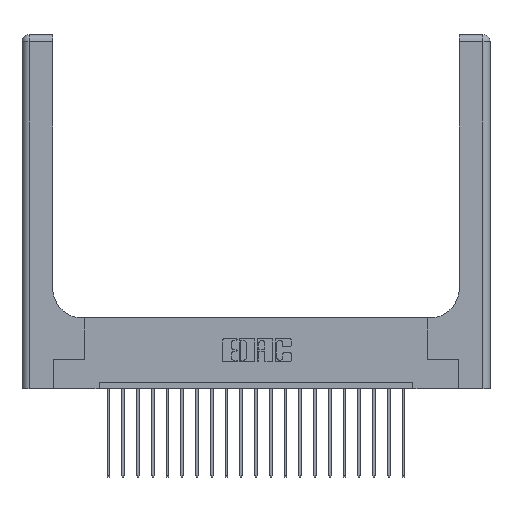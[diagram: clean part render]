
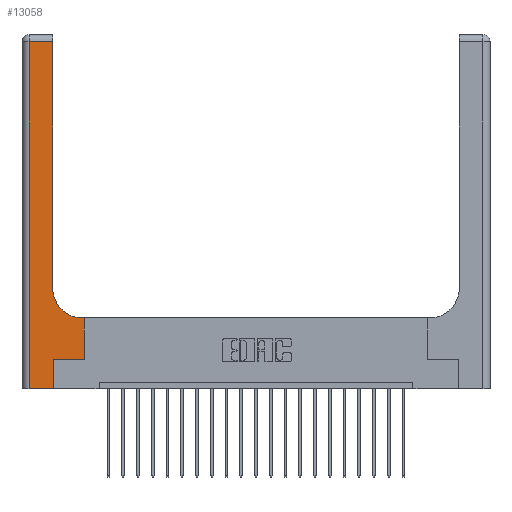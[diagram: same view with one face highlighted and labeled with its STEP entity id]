
A CAD part, top view. The second image highlights one B-rep face of the part: STEP entity #13058.
In plain terms, the highlighted planar face has unit normal (0, 0, 1).
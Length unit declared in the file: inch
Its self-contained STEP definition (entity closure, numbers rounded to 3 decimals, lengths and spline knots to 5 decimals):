
#290 = EDGE_CURVE ( 'NONE', #12165, #5552, #19590, .T. ) ;
#545 = AXIS2_PLACEMENT_3D ( 'NONE', #13840, #13711, #12295 ) ;
#893 = CARTESIAN_POINT ( 'NONE',  ( 0.26, 2.94, 0.37 ) ) ;
#1340 = DIRECTION ( 'NONE',  ( 0., 0., -1. ) ) ;
#1412 = DIRECTION ( 'NONE',  ( -1., 0., 0. ) ) ;
#1442 = LINE ( 'NONE', #10234, #15698 ) ;
#1474 = ORIENTED_EDGE ( 'NONE', *, *, #9702, .T. ) ;
#1641 = ORIENTED_EDGE ( 'NONE', *, *, #17971, .T. ) ;
#1724 = CARTESIAN_POINT ( 'NONE',  ( 0.06, 0., 0.37 ) ) ;
#2297 = LINE ( 'NONE', #19975, #9940 ) ;
#2879 = CARTESIAN_POINT ( 'NONE',  ( 0.26, 0.85, 0.37 ) ) ;
#3086 = DIRECTION ( 'NONE',  ( 0., 1., 0. ) ) ;
#3220 = ORIENTED_EDGE ( 'NONE', *, *, #7833, .T. ) ;
#3916 = LINE ( 'NONE', #19369, #15340 ) ;
#4071 = DIRECTION ( 'NONE',  ( 1., 0., 0. ) ) ;
#4091 = CARTESIAN_POINT ( 'NONE',  ( 0.265, 0., 0.37 ) ) ;
#4489 = PLANE ( 'NONE',  #9382 ) ;
#4615 = EDGE_LOOP ( 'NONE', ( #17522, #20055, #1474, #1641, #9852, #3220, #20924, #8590, #12786 ) ) ;
#4746 = DIRECTION ( 'NONE',  ( 0., -1., 0. ) ) ;
#4816 = LINE ( 'NONE', #7545, #7617 ) ;
#5552 = VERTEX_POINT ( 'NONE', #6044 ) ;
#6044 = CARTESIAN_POINT ( 'NONE',  ( 0.265, 0.25, 0.37 ) ) ;
#6746 = VERTEX_POINT ( 'NONE', #893 ) ;
#7545 = CARTESIAN_POINT ( 'NONE',  ( 0.528, 0.25, 0.37 ) ) ;
#7617 = VECTOR ( 'NONE', #18931, 39.37008 ) ;
#7833 = EDGE_CURVE ( 'NONE', #5552, #14901, #8138, .T. ) ;
#7901 = VERTEX_POINT ( 'NONE', #1724 ) ;
#8138 = LINE ( 'NONE', #17610, #13448 ) ;
#8590 = ORIENTED_EDGE ( 'NONE', *, *, #8736, .T. ) ;
#8736 = EDGE_CURVE ( 'NONE', #15879, #13035, #1442, .T. ) ;
#9171 = LINE ( 'NONE', #19175, #19026 ) ;
#9382 = AXIS2_PLACEMENT_3D ( 'NONE', #9541, #1340, #1412 ) ;
#9419 = DIRECTION ( 'NONE',  ( 1., 0., 0. ) ) ;
#9541 = CARTESIAN_POINT ( 'NONE',  ( 0., 3., 0.37 ) ) ;
#9582 = CARTESIAN_POINT ( 'NONE',  ( 0.06, 3., 0.37 ) ) ;
#9702 = EDGE_CURVE ( 'NONE', #14624, #7901, #17167, .T. ) ;
#9716 = VECTOR ( 'NONE', #19554, 39.37008 ) ;
#9852 = ORIENTED_EDGE ( 'NONE', *, *, #290, .T. ) ;
#9940 = VECTOR ( 'NONE', #4071, 39.37008 ) ;
#10234 = CARTESIAN_POINT ( 'NONE',  ( 0.26, 0.6, 0.37 ) ) ;
#11222 = EDGE_CURVE ( 'NONE', #6746, #14624, #3916, .T. ) ;
#11839 = DIRECTION ( 'NONE',  ( -1., 0., 0. ) ) ;
#11854 = CIRCLE ( 'NONE', #545, 0.25 ) ;
#12165 = VERTEX_POINT ( 'NONE', #4091 ) ;
#12295 = DIRECTION ( 'NONE',  ( 1., 0., 0. ) ) ;
#12786 = ORIENTED_EDGE ( 'NONE', *, *, #20800, .T. ) ;
#13035 = VERTEX_POINT ( 'NONE', #17400 ) ;
#13058 = ADVANCED_FACE ( 'NONE', ( #15501 ), #4489, .F. ) ;
#13445 = CARTESIAN_POINT ( 'NONE',  ( 0.528, 0.6, 0.37 ) ) ;
#13448 = VECTOR ( 'NONE', #9419, 39.37008 ) ;
#13469 = EDGE_CURVE ( 'NONE', #13829, #6746, #9171, .T. ) ;
#13711 = DIRECTION ( 'NONE',  ( 0., 0., -1. ) ) ;
#13829 = VERTEX_POINT ( 'NONE', #2879 ) ;
#13840 = CARTESIAN_POINT ( 'NONE',  ( 0.51, 0.85, 0.37 ) ) ;
#14521 = EDGE_CURVE ( 'NONE', #14901, #15879, #4816, .T. ) ;
#14624 = VERTEX_POINT ( 'NONE', #20865 ) ;
#14833 = CARTESIAN_POINT ( 'NONE',  ( 0.265, 0., 0.37 ) ) ;
#14901 = VERTEX_POINT ( 'NONE', #15128 ) ;
#15128 = CARTESIAN_POINT ( 'NONE',  ( 0.528, 0.25, 0.37 ) ) ;
#15340 = VECTOR ( 'NONE', #19147, 39.37008 ) ;
#15501 = FACE_OUTER_BOUND ( 'NONE', #4615, .T. ) ;
#15698 = VECTOR ( 'NONE', #11839, 39.37008 ) ;
#15879 = VERTEX_POINT ( 'NONE', #13445 ) ;
#17167 = LINE ( 'NONE', #9582, #18669 ) ;
#17400 = CARTESIAN_POINT ( 'NONE',  ( 0.51, 0.6, 0.37 ) ) ;
#17522 = ORIENTED_EDGE ( 'NONE', *, *, #13469, .T. ) ;
#17610 = CARTESIAN_POINT ( 'NONE',  ( 0.265, 0.25, 0.37 ) ) ;
#17971 = EDGE_CURVE ( 'NONE', #7901, #12165, #2297, .T. ) ;
#18669 = VECTOR ( 'NONE', #4746, 39.37008 ) ;
#18931 = DIRECTION ( 'NONE',  ( 0., 1., 0. ) ) ;
#19026 = VECTOR ( 'NONE', #3086, 39.37008 ) ;
#19147 = DIRECTION ( 'NONE',  ( -1., 0., 0. ) ) ;
#19175 = CARTESIAN_POINT ( 'NONE',  ( 0.26, 3., 0.37 ) ) ;
#19369 = CARTESIAN_POINT ( 'NONE',  ( 0., 2.94, 0.37 ) ) ;
#19554 = DIRECTION ( 'NONE',  ( 0., 1., 0. ) ) ;
#19590 = LINE ( 'NONE', #14833, #9716 ) ;
#19975 = CARTESIAN_POINT ( 'NONE',  ( 0., 0., 0.37 ) ) ;
#20055 = ORIENTED_EDGE ( 'NONE', *, *, #11222, .T. ) ;
#20800 = EDGE_CURVE ( 'NONE', #13035, #13829, #11854, .T. ) ;
#20865 = CARTESIAN_POINT ( 'NONE',  ( 0.06, 2.94, 0.37 ) ) ;
#20924 = ORIENTED_EDGE ( 'NONE', *, *, #14521, .T. ) ;
